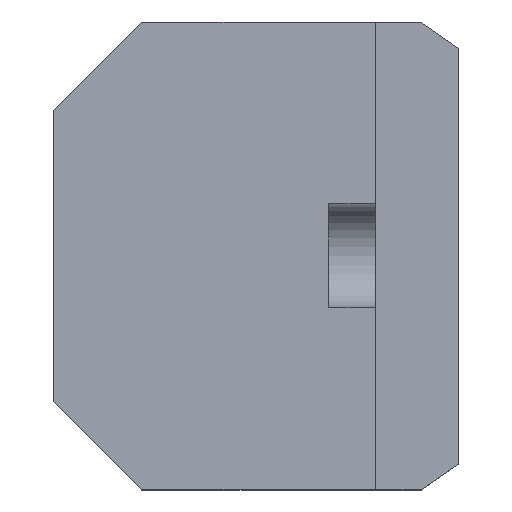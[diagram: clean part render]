
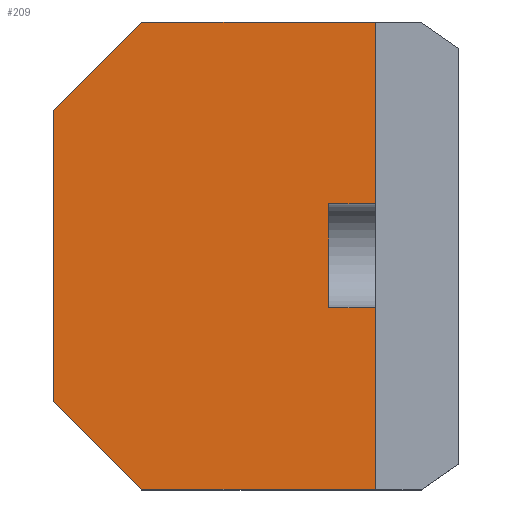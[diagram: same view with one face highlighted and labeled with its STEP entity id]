
A CAD part, top view. The second image highlights one B-rep face of the part: STEP entity #209.
In plain terms, the highlighted planar face has unit normal (0, 0, 1).
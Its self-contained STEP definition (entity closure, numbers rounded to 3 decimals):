
#39=LINE('',#997,#93);
#42=LINE('',#1003,#96);
#45=LINE('',#1009,#99);
#61=LINE('',#1041,#115);
#64=LINE('',#1047,#118);
#68=LINE('',#1063,#122);
#69=LINE('',#1066,#123);
#70=LINE('',#1068,#124);
#71=LINE('',#1070,#125);
#72=LINE('',#1071,#126);
#93=VECTOR('',#750,1.);
#96=VECTOR('',#755,1.);
#99=VECTOR('',#760,1.);
#115=VECTOR('',#784,1.);
#118=VECTOR('',#789,1.);
#122=VECTOR('',#805,1.);
#123=VECTOR('',#806,1.);
#124=VECTOR('',#807,1.);
#125=VECTOR('',#808,1.);
#126=VECTOR('',#809,1.);
#156=PLANE('',#686);
#179=FACE_OUTER_BOUND('',#282,.T.);
#209=ADVANCED_FACE('',(#179),#156,.F.);
#282=EDGE_LOOP('',(#370,#371,#372,#373,#374,#375,#376,#377,#378,#379));
#370=ORIENTED_EDGE('',*,*,#575,.T.);
#371=ORIENTED_EDGE('',*,*,#576,.F.);
#372=ORIENTED_EDGE('',*,*,#577,.F.);
#373=ORIENTED_EDGE('',*,*,#578,.T.);
#374=ORIENTED_EDGE('',*,*,#548,.F.);
#375=ORIENTED_EDGE('',*,*,#545,.F.);
#376=ORIENTED_EDGE('',*,*,#542,.F.);
#377=ORIENTED_EDGE('',*,*,#567,.F.);
#378=ORIENTED_EDGE('',*,*,#564,.F.);
#379=ORIENTED_EDGE('',*,*,#579,.T.);
#484=VERTEX_POINT('',#996);
#485=VERTEX_POINT('',#998);
#487=VERTEX_POINT('',#1004);
#489=VERTEX_POINT('',#1010);
#500=VERTEX_POINT('',#1040);
#501=VERTEX_POINT('',#1042);
#509=VERTEX_POINT('',#1064);
#510=VERTEX_POINT('',#1065);
#511=VERTEX_POINT('',#1067);
#512=VERTEX_POINT('',#1069);
#542=EDGE_CURVE('',#484,#485,#39,.T.);
#545=EDGE_CURVE('',#485,#487,#42,.T.);
#548=EDGE_CURVE('',#487,#489,#45,.T.);
#564=EDGE_CURVE('',#500,#501,#61,.T.);
#567=EDGE_CURVE('',#501,#484,#64,.T.);
#575=EDGE_CURVE('',#509,#510,#68,.T.);
#576=EDGE_CURVE('',#511,#510,#69,.T.);
#577=EDGE_CURVE('',#512,#511,#70,.T.);
#578=EDGE_CURVE('',#512,#489,#71,.T.);
#579=EDGE_CURVE('',#500,#509,#72,.T.);
#686=AXIS2_PLACEMENT_3D('',#1072,#810,#811);
#750=DIRECTION('',(0.,1.,0.));
#755=DIRECTION('',(0.707,0.707,0.));
#760=DIRECTION('',(1.,0.,0.));
#784=DIRECTION('',(-1.,0.,0.));
#789=DIRECTION('',(-0.707,0.707,0.));
#805=DIRECTION('',(-1.,0.,0.));
#806=DIRECTION('',(0.,-1.,0.));
#807=DIRECTION('',(-1.,0.,0.));
#808=DIRECTION('',(0.,1.,0.));
#809=DIRECTION('',(0.,1.,0.));
#810=DIRECTION('',(0.,0.,-1.));
#811=DIRECTION('',(-1.,0.,0.));
#996=CARTESIAN_POINT('',(-62.,-28.,66.));
#997=CARTESIAN_POINT('',(-62.,-28.,66.));
#998=CARTESIAN_POINT('',(-62.,28.,66.));
#1003=CARTESIAN_POINT('',(-62.,28.,66.));
#1004=CARTESIAN_POINT('',(-45.,45.,66.));
#1009=CARTESIAN_POINT('',(-45.,45.,66.));
#1010=CARTESIAN_POINT('',(0.,45.,66.));
#1040=CARTESIAN_POINT('',(0.,-45.,66.));
#1041=CARTESIAN_POINT('',(8.859,-45.,66.));
#1042=CARTESIAN_POINT('',(-45.,-45.,66.));
#1047=CARTESIAN_POINT('',(-45.,-45.,66.));
#1063=CARTESIAN_POINT('',(9.,-10.,66.));
#1064=CARTESIAN_POINT('',(0.,-10.,66.));
#1065=CARTESIAN_POINT('',(-9.,-10.,66.));
#1066=CARTESIAN_POINT('',(-9.,-10.,66.));
#1067=CARTESIAN_POINT('',(-9.,10.,66.));
#1068=CARTESIAN_POINT('',(9.,10.,66.));
#1069=CARTESIAN_POINT('',(0.,10.,66.));
#1070=CARTESIAN_POINT('',(0.,-70.544,66.));
#1071=CARTESIAN_POINT('',(0.,-70.544,66.));
#1072=CARTESIAN_POINT('',(0.,0.,66.));
